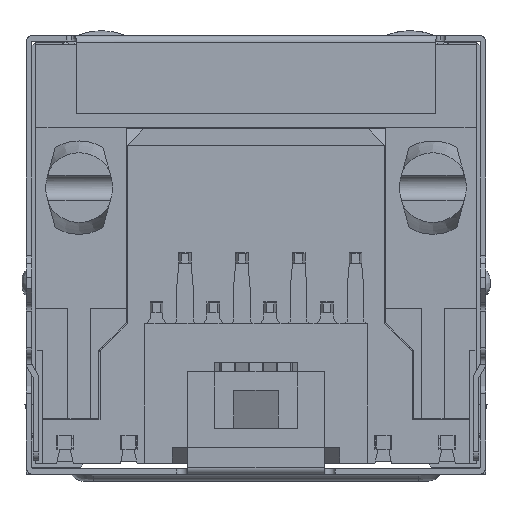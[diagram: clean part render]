
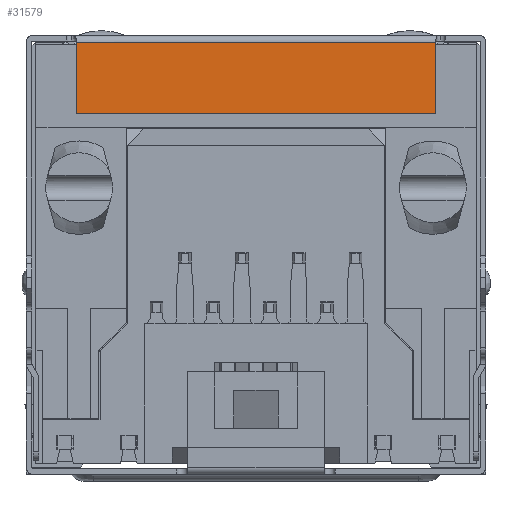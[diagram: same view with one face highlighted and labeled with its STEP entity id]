
A CAD part, front view. The second image highlights one B-rep face of the part: STEP entity #31579.
In plain terms, the highlighted planar face has unit normal (0, -1, 0).
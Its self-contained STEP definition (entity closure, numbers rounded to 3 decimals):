
#1509 = CARTESIAN_POINT ( 'NONE',  ( 6.45, -0.3, 13.847 ) ) ;
#2773 = B_SPLINE_CURVE_WITH_KNOTS ( 'NONE', 3,
 ( #32815, #6419, #29866, #29277 ),
 .UNSPECIFIED., .F., .F.,
 ( 4, 4 ),
 ( 0., 1. ),
 .UNSPECIFIED. ) ;
#3942 = EDGE_LOOP ( 'NONE', ( #34228, #14425, #41198, #14853 ) ) ;
#4671 = VERTEX_POINT ( 'NONE', #38159 ) ;
#6419 = CARTESIAN_POINT ( 'NONE',  ( 2.15, -0.3, 15.11 ) ) ;
#7999 = DIRECTION ( 'NONE',  ( 0., 0., -1. ) ) ;
#8387 = DIRECTION ( 'NONE',  ( 1., 0., 0. ) ) ;
#9066 = LINE ( 'NONE', #38757, #24786 ) ;
#11129 = EDGE_CURVE ( 'NONE', #24290, #24050, #42148, .T. ) ;
#11712 = DIRECTION ( 'NONE',  ( 0., 0., -1. ) ) ;
#12727 = EDGE_CURVE ( 'NONE', #19977, #4671, #36778, .T. ) ;
#14101 = DIRECTION ( 'NONE',  ( 0., 0., 1. ) ) ;
#14425 = ORIENTED_EDGE ( 'NONE', *, *, #33061, .T. ) ;
#14853 = ORIENTED_EDGE ( 'NONE', *, *, #19788, .T. ) ;
#15168 = CARTESIAN_POINT ( 'NONE',  ( 6.45, -0.3, 15.11 ) ) ;
#17656 = DIRECTION ( 'NONE',  ( 0., 1., 0. ) ) ;
#18484 = VECTOR ( 'NONE', #7999, 1000. ) ;
#18860 = VECTOR ( 'NONE', #11712, 1000. ) ;
#19788 = EDGE_CURVE ( 'NONE', #24290, #19977, #2773, .T. ) ;
#19977 = VERTEX_POINT ( 'NONE', #41302 ) ;
#20476 = CARTESIAN_POINT ( 'NONE',  ( 6.45, -0.3, 12.56 ) ) ;
#21232 = FACE_OUTER_BOUND ( 'NONE', #3942, .T. ) ;
#24050 = VERTEX_POINT ( 'NONE', #20476 ) ;
#24290 = VERTEX_POINT ( 'NONE', #15168 ) ;
#24786 = VECTOR ( 'NONE', #8387, 1000. ) ;
#28751 = CARTESIAN_POINT ( 'NONE',  ( -6.45, -0.3, 13.847 ) ) ;
#29277 = CARTESIAN_POINT ( 'NONE',  ( -6.45, -0.3, 15.11 ) ) ;
#29866 = CARTESIAN_POINT ( 'NONE',  ( -2.15, -0.3, 15.11 ) ) ;
#31579 = ADVANCED_FACE ( 'NONE', ( #21232 ), #41315, .F. ) ;
#32815 = CARTESIAN_POINT ( 'NONE',  ( 6.45, -0.3, 15.11 ) ) ;
#33061 = EDGE_CURVE ( 'NONE', #4671, #24050, #9066, .T. ) ;
#33496 = AXIS2_PLACEMENT_3D ( 'NONE', #34569, #17656, #14101 ) ;
#34228 = ORIENTED_EDGE ( 'NONE', *, *, #12727, .T. ) ;
#34569 = CARTESIAN_POINT ( 'NONE',  ( -6.45, -0.3, 12.56 ) ) ;
#36778 = LINE ( 'NONE', #28751, #18860 ) ;
#38159 = CARTESIAN_POINT ( 'NONE',  ( -6.45, -0.3, 12.56 ) ) ;
#38757 = CARTESIAN_POINT ( 'NONE',  ( 0., -0.3, 12.56 ) ) ;
#41198 = ORIENTED_EDGE ( 'NONE', *, *, #11129, .F. ) ;
#41302 = CARTESIAN_POINT ( 'NONE',  ( -6.45, -0.3, 15.11 ) ) ;
#41315 = PLANE ( 'NONE',  #33496 ) ;
#42148 = LINE ( 'NONE', #1509, #18484 ) ;
